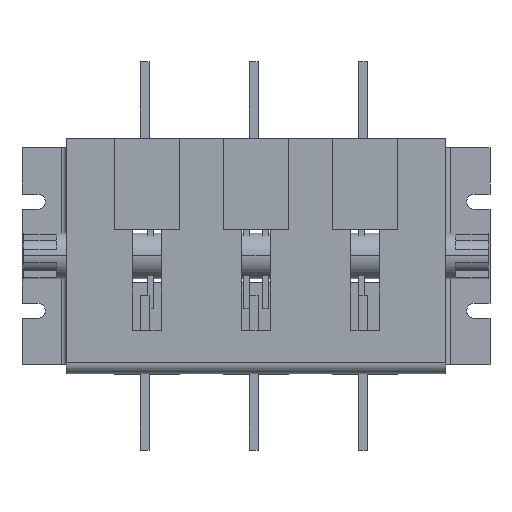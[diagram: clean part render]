
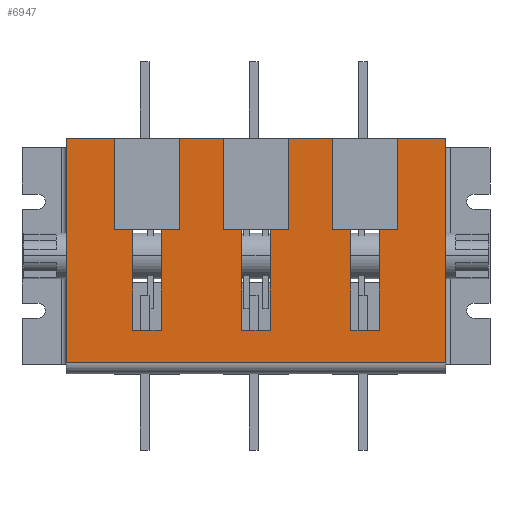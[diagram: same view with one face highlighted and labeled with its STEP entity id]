
A CAD part, top view. The second image highlights one B-rep face of the part: STEP entity #6947.
In plain terms, the highlighted planar face has unit normal (0, 0, 1).
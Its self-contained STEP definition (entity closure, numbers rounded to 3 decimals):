
#19 = EDGE_LOOP ( 'NONE', ( #1689, #252, #3930, #7251 ) ) ;
#39 = EDGE_CURVE ( 'NONE', #971, #3393, #169, .T. ) ;
#169 = LINE ( 'NONE', #4330, #5757 ) ;
#189 = CARTESIAN_POINT ( 'NONE',  ( -87., 54., 0. ) ) ;
#196 = LINE ( 'NONE', #4899, #6664 ) ;
#252 = ORIENTED_EDGE ( 'NONE', *, *, #6637, .F. ) ;
#334 = DIRECTION ( 'NONE',  ( -1., 0., 0. ) ) ;
#363 = CARTESIAN_POINT ( 'NONE',  ( 43.5, 34., 0. ) ) ;
#421 = CARTESIAN_POINT ( 'NONE',  ( -6.5, -34., 0. ) ) ;
#534 = DIRECTION ( 'NONE',  ( 1., 0., 0. ) ) ;
#660 = CARTESIAN_POINT ( 'NONE',  ( -6.5, -34., 0. ) ) ;
#758 = EDGE_CURVE ( 'NONE', #7689, #6134, #4675, .T. ) ;
#764 = VECTOR ( 'NONE', #334, 1000. ) ;
#797 = VERTEX_POINT ( 'NONE', #5306 ) ;
#810 = VECTOR ( 'NONE', #1090, 1000. ) ;
#892 = DIRECTION ( 'NONE',  ( 1., 0., 0. ) ) ;
#970 = CARTESIAN_POINT ( 'NONE',  ( -43.5, 34., 0. ) ) ;
#971 = VERTEX_POINT ( 'NONE', #2821 ) ;
#1063 = EDGE_CURVE ( 'NONE', #797, #1832, #3705, .T. ) ;
#1066 = VECTOR ( 'NONE', #5679, 1000. ) ;
#1090 = DIRECTION ( 'NONE',  ( 0., 1., 0. ) ) ;
#1103 = EDGE_CURVE ( 'NONE', #3369, #1640, #8058, .T. ) ;
#1109 = EDGE_LOOP ( 'NONE', ( #4188, #1811, #3939, #1463 ) ) ;
#1132 = DIRECTION ( 'NONE',  ( 0., 0., 1. ) ) ;
#1134 = CARTESIAN_POINT ( 'NONE',  ( -87., -49., 0. ) ) ;
#1234 = LINE ( 'NONE', #4634, #3997 ) ;
#1425 = ORIENTED_EDGE ( 'NONE', *, *, #1975, .T. ) ;
#1463 = ORIENTED_EDGE ( 'NONE', *, *, #1688, .F. ) ;
#1640 = VERTEX_POINT ( 'NONE', #6184 ) ;
#1688 = EDGE_CURVE ( 'NONE', #8659, #797, #5676, .T. ) ;
#1689 = ORIENTED_EDGE ( 'NONE', *, *, #4100, .F. ) ;
#1811 = ORIENTED_EDGE ( 'NONE', *, *, #3755, .F. ) ;
#1832 = VERTEX_POINT ( 'NONE', #970 ) ;
#1922 = CARTESIAN_POINT ( 'NONE',  ( -6.5, 34., 0. ) ) ;
#1975 = EDGE_CURVE ( 'NONE', #6134, #4860, #3137, .T. ) ;
#2293 = VECTOR ( 'NONE', #7709, 1000. ) ;
#2327 = EDGE_CURVE ( 'NONE', #7941, #8659, #6820, .T. ) ;
#2424 = FACE_OUTER_BOUND ( 'NONE', #6516, .T. ) ;
#2499 = VECTOR ( 'NONE', #892, 1000. ) ;
#2557 = EDGE_CURVE ( 'NONE', #3121, #7689, #7713, .T. ) ;
#2627 = AXIS2_PLACEMENT_3D ( 'NONE', #8683, #1132, #534 ) ;
#2655 = FACE_BOUND ( 'NONE', #8220, .T. ) ;
#2658 = VERTEX_POINT ( 'NONE', #3318 ) ;
#2800 = LINE ( 'NONE', #7274, #4384 ) ;
#2821 = CARTESIAN_POINT ( 'NONE',  ( 43.5, -34., 0. ) ) ;
#2903 = EDGE_CURVE ( 'NONE', #3393, #3056, #1234, .T. ) ;
#3056 = VERTEX_POINT ( 'NONE', #4800 ) ;
#3110 = DIRECTION ( 'NONE',  ( -1., 0., 0. ) ) ;
#3121 = VERTEX_POINT ( 'NONE', #189 ) ;
#3137 = LINE ( 'NONE', #5832, #810 ) ;
#3237 = CARTESIAN_POINT ( 'NONE',  ( -56.5, 34., 0. ) ) ;
#3257 = DIRECTION ( 'NONE',  ( 0., 1., 0. ) ) ;
#3318 = CARTESIAN_POINT ( 'NONE',  ( 43.5, 34., 0. ) ) ;
#3349 = CARTESIAN_POINT ( 'NONE',  ( 6.5, -34., 0. ) ) ;
#3369 = VERTEX_POINT ( 'NONE', #3349 ) ;
#3393 = VERTEX_POINT ( 'NONE', #6054 ) ;
#3559 = CARTESIAN_POINT ( 'NONE',  ( 43.5, -34., 0. ) ) ;
#3705 = LINE ( 'NONE', #6990, #1066 ) ;
#3755 = EDGE_CURVE ( 'NONE', #1832, #7941, #196, .T. ) ;
#3894 = PLANE ( 'NONE',  #2627 ) ;
#3930 = ORIENTED_EDGE ( 'NONE', *, *, #1103, .F. ) ;
#3939 = ORIENTED_EDGE ( 'NONE', *, *, #1063, .F. ) ;
#3997 = VECTOR ( 'NONE', #3257, 1000. ) ;
#4002 = CARTESIAN_POINT ( 'NONE',  ( -56.5, -34., 0. ) ) ;
#4009 = DIRECTION ( 'NONE',  ( 0., 1., 0. ) ) ;
#4032 = VECTOR ( 'NONE', #8575, 1000. ) ;
#4038 = FACE_BOUND ( 'NONE', #1109, .T. ) ;
#4052 = CARTESIAN_POINT ( 'NONE',  ( -56.5, -34., 0. ) ) ;
#4100 = EDGE_CURVE ( 'NONE', #7954, #5279, #2800, .T. ) ;
#4163 = VECTOR ( 'NONE', #4743, 1000. ) ;
#4188 = ORIENTED_EDGE ( 'NONE', *, *, #2327, .F. ) ;
#4218 = LINE ( 'NONE', #3559, #2293 ) ;
#4330 = CARTESIAN_POINT ( 'NONE',  ( 43.5, -34., 0. ) ) ;
#4384 = VECTOR ( 'NONE', #7998, 1000. ) ;
#4469 = CARTESIAN_POINT ( 'NONE',  ( 87., 54., 0. ) ) ;
#4491 = CARTESIAN_POINT ( 'NONE',  ( -87., 54., 0. ) ) ;
#4582 = VECTOR ( 'NONE', #3110, 1000. ) ;
#4634 = CARTESIAN_POINT ( 'NONE',  ( 56.5, -34., 0. ) ) ;
#4675 = LINE ( 'NONE', #8600, #4032 ) ;
#4703 = ORIENTED_EDGE ( 'NONE', *, *, #39, .F. ) ;
#4743 = DIRECTION ( 'NONE',  ( 0., -1., 0. ) ) ;
#4800 = CARTESIAN_POINT ( 'NONE',  ( 56.5, 34., 0. ) ) ;
#4823 = LINE ( 'NONE', #5534, #8195 ) ;
#4837 = VECTOR ( 'NONE', #7803, 1000. ) ;
#4839 = ORIENTED_EDGE ( 'NONE', *, *, #758, .T. ) ;
#4860 = VERTEX_POINT ( 'NONE', #4469 ) ;
#4899 = CARTESIAN_POINT ( 'NONE',  ( -56.5, 34., 0. ) ) ;
#5096 = DIRECTION ( 'NONE',  ( 0., -1., 0. ) ) ;
#5279 = VERTEX_POINT ( 'NONE', #660 ) ;
#5301 = VECTOR ( 'NONE', #4009, 1000. ) ;
#5306 = CARTESIAN_POINT ( 'NONE',  ( -43.5, -34., 0. ) ) ;
#5534 = CARTESIAN_POINT ( 'NONE',  ( -87., 54., 0. ) ) ;
#5582 = ORIENTED_EDGE ( 'NONE', *, *, #2903, .F. ) ;
#5676 = LINE ( 'NONE', #6962, #2499 ) ;
#5679 = DIRECTION ( 'NONE',  ( 0., 1., 0. ) ) ;
#5757 = VECTOR ( 'NONE', #8305, 1000. ) ;
#5832 = CARTESIAN_POINT ( 'NONE',  ( 87., 54., 0. ) ) ;
#5910 = ORIENTED_EDGE ( 'NONE', *, *, #2557, .T. ) ;
#5913 = VECTOR ( 'NONE', #5096, 1000. ) ;
#6037 = EDGE_CURVE ( 'NONE', #4860, #3121, #4823, .T. ) ;
#6054 = CARTESIAN_POINT ( 'NONE',  ( 56.5, -34., 0. ) ) ;
#6057 = LINE ( 'NONE', #7648, #764 ) ;
#6134 = VERTEX_POINT ( 'NONE', #6221 ) ;
#6184 = CARTESIAN_POINT ( 'NONE',  ( 6.5, 34., 0. ) ) ;
#6193 = DIRECTION ( 'NONE',  ( -1., 0., 0. ) ) ;
#6221 = CARTESIAN_POINT ( 'NONE',  ( 87., -49., 0. ) ) ;
#6352 = LINE ( 'NONE', #363, #4582 ) ;
#6516 = EDGE_LOOP ( 'NONE', ( #5910, #4839, #1425, #7698 ) ) ;
#6637 = EDGE_CURVE ( 'NONE', #1640, #7954, #6057, .T. ) ;
#6664 = VECTOR ( 'NONE', #7663, 1000. ) ;
#6768 = EDGE_CURVE ( 'NONE', #3056, #2658, #6352, .T. ) ;
#6784 = CARTESIAN_POINT ( 'NONE',  ( 6.5, -34., 0. ) ) ;
#6820 = LINE ( 'NONE', #4052, #4163 ) ;
#6845 = ORIENTED_EDGE ( 'NONE', *, *, #7266, .F. ) ;
#6947 = ADVANCED_FACE ( 'NONE', ( #2655, #4038, #7221, #2424 ), #3894, .T. ) ;
#6962 = CARTESIAN_POINT ( 'NONE',  ( -56.5, -34., 0. ) ) ;
#6990 = CARTESIAN_POINT ( 'NONE',  ( -43.5, -34., 0. ) ) ;
#7221 = FACE_BOUND ( 'NONE', #19, .T. ) ;
#7251 = ORIENTED_EDGE ( 'NONE', *, *, #8366, .F. ) ;
#7266 = EDGE_CURVE ( 'NONE', #2658, #971, #4218, .T. ) ;
#7274 = CARTESIAN_POINT ( 'NONE',  ( -6.5, -34., 0. ) ) ;
#7328 = ORIENTED_EDGE ( 'NONE', *, *, #6768, .F. ) ;
#7484 = LINE ( 'NONE', #421, #4837 ) ;
#7648 = CARTESIAN_POINT ( 'NONE',  ( -6.5, 34., 0. ) ) ;
#7663 = DIRECTION ( 'NONE',  ( -1., 0., 0. ) ) ;
#7689 = VERTEX_POINT ( 'NONE', #1134 ) ;
#7698 = ORIENTED_EDGE ( 'NONE', *, *, #6037, .T. ) ;
#7709 = DIRECTION ( 'NONE',  ( 0., -1., 0. ) ) ;
#7713 = LINE ( 'NONE', #4491, #5913 ) ;
#7803 = DIRECTION ( 'NONE',  ( 1., 0., 0. ) ) ;
#7941 = VERTEX_POINT ( 'NONE', #3237 ) ;
#7954 = VERTEX_POINT ( 'NONE', #1922 ) ;
#7998 = DIRECTION ( 'NONE',  ( 0., -1., 0. ) ) ;
#8058 = LINE ( 'NONE', #6784, #5301 ) ;
#8195 = VECTOR ( 'NONE', #6193, 1000. ) ;
#8220 = EDGE_LOOP ( 'NONE', ( #6845, #7328, #5582, #4703 ) ) ;
#8305 = DIRECTION ( 'NONE',  ( 1., 0., 0. ) ) ;
#8366 = EDGE_CURVE ( 'NONE', #5279, #3369, #7484, .T. ) ;
#8575 = DIRECTION ( 'NONE',  ( 1., 0., 0. ) ) ;
#8600 = CARTESIAN_POINT ( 'NONE',  ( 0., -49., 0. ) ) ;
#8659 = VERTEX_POINT ( 'NONE', #4002 ) ;
#8683 = CARTESIAN_POINT ( 'NONE',  ( 0., 0., 0. ) ) ;
